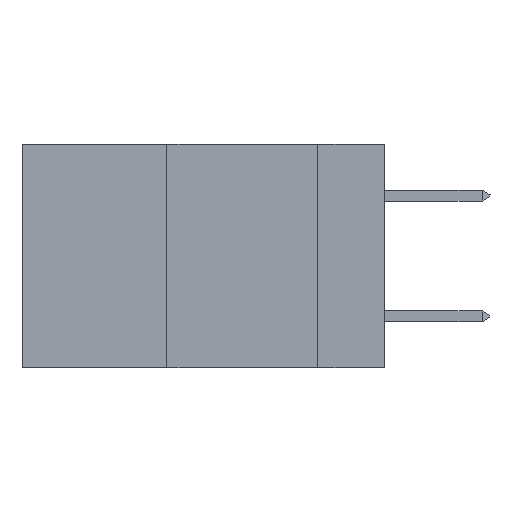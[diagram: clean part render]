
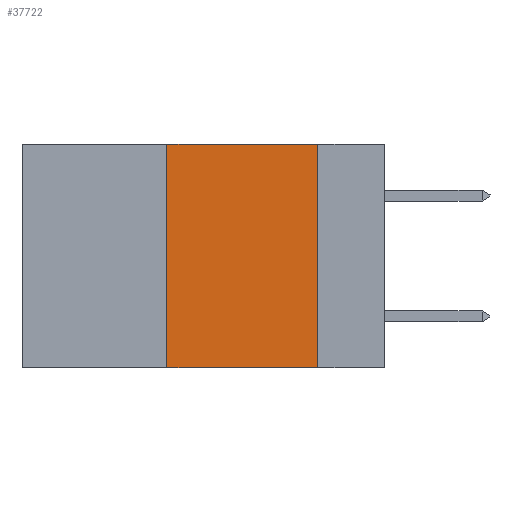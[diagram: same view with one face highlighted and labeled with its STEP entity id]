
A CAD part, left-side view. The second image highlights one B-rep face of the part: STEP entity #37722.
In plain terms, the highlighted planar face has unit normal (-1, 0, 0).
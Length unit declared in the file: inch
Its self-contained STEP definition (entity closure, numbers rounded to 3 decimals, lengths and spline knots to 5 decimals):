
#203 = CARTESIAN_POINT ( 'NONE',  ( 0., 0.36, 0. ) ) ;
#1337 = VERTEX_POINT ( 'NONE', #203 ) ;
#1688 = VERTEX_POINT ( 'NONE', #29268 ) ;
#4337 = DIRECTION ( 'NONE',  ( 1., 0., 0. ) ) ;
#4900 = EDGE_CURVE ( 'NONE', #1688, #38212, #5352, .T. ) ;
#5352 = LINE ( 'NONE', #22803, #41053 ) ;
#6408 = AXIS2_PLACEMENT_3D ( 'NONE', #37435, #4337, #17935 ) ;
#8049 = ORIENTED_EDGE ( 'NONE', *, *, #11211, .F. ) ;
#8644 = EDGE_CURVE ( 'NONE', #26002, #38212, #29934, .T. ) ;
#8666 = VECTOR ( 'NONE', #39343, 39.37008 ) ;
#8774 = DIRECTION ( 'NONE',  ( 0., 0., 1. ) ) ;
#10472 = ORIENTED_EDGE ( 'NONE', *, *, #8644, .T. ) ;
#11211 = EDGE_CURVE ( 'NONE', #1337, #1688, #26195, .T. ) ;
#12143 = CARTESIAN_POINT ( 'NONE',  ( 0., 0.6, 0. ) ) ;
#14660 = PLANE ( 'NONE',  #6408 ) ;
#15376 = FACE_OUTER_BOUND ( 'NONE', #24428, .T. ) ;
#16724 = EDGE_CURVE ( 'NONE', #26002, #1337, #28884, .T. ) ;
#17935 = DIRECTION ( 'NONE',  ( 0., 0., -1. ) ) ;
#18447 = CARTESIAN_POINT ( 'NONE',  ( 0., 0.11, -0.37 ) ) ;
#18916 = ORIENTED_EDGE ( 'NONE', *, *, #4900, .F. ) ;
#19691 = DIRECTION ( 'NONE',  ( 0., 0., -1. ) ) ;
#21348 = DIRECTION ( 'NONE',  ( 0., -1., 0. ) ) ;
#22803 = CARTESIAN_POINT ( 'NONE',  ( 0., 0.11, 0. ) ) ;
#22946 = CARTESIAN_POINT ( 'NONE',  ( 0., 0.6, -0.37 ) ) ;
#24184 = CARTESIAN_POINT ( 'NONE',  ( 0., 0.36, -0.37 ) ) ;
#24428 = EDGE_LOOP ( 'NONE', ( #18916, #8049, #36827, #10472 ) ) ;
#26002 = VERTEX_POINT ( 'NONE', #24184 ) ;
#26195 = LINE ( 'NONE', #12143, #39960 ) ;
#28884 = LINE ( 'NONE', #37860, #30929 ) ;
#29268 = CARTESIAN_POINT ( 'NONE',  ( 0., 0.11, 0. ) ) ;
#29934 = LINE ( 'NONE', #22946, #8666 ) ;
#30929 = VECTOR ( 'NONE', #8774, 39.37008 ) ;
#36827 = ORIENTED_EDGE ( 'NONE', *, *, #16724, .F. ) ;
#37435 = CARTESIAN_POINT ( 'NONE',  ( 0., 0.6, 0. ) ) ;
#37722 = ADVANCED_FACE ( 'NONE', ( #15376 ), #14660, .F. ) ;
#37860 = CARTESIAN_POINT ( 'NONE',  ( 0., 0.36, 0. ) ) ;
#38212 = VERTEX_POINT ( 'NONE', #18447 ) ;
#39343 = DIRECTION ( 'NONE',  ( 0., -1., 0. ) ) ;
#39960 = VECTOR ( 'NONE', #21348, 39.37008 ) ;
#41053 = VECTOR ( 'NONE', #19691, 39.37008 ) ;
